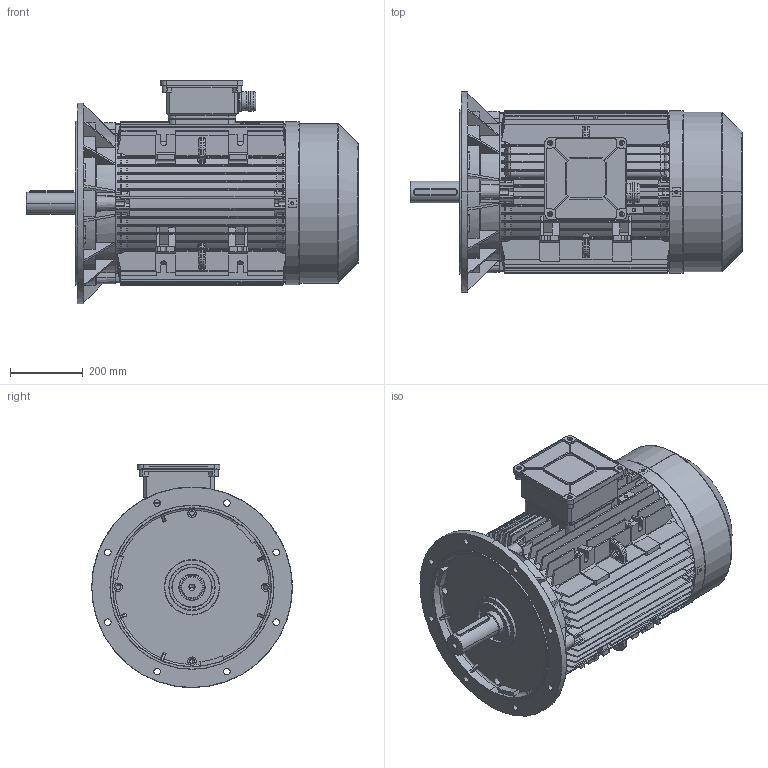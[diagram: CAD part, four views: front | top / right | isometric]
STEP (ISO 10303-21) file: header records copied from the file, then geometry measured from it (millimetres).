
FILE_DESCRIPTION (( 'STEP AP214' ), '1' );
FILE_NAME ('FCA250 MT-B5-IC411-2 POLES.STEP', '2024-10-14T07:53:48', ( '' ), ( '' ), 'SwSTEP 2.0', 'SolidWorks 2024', '' );
FILE_SCHEMA (( 'AUTOMOTIVE_DESIGN' ));
Length unit declared in the file: millimetre
Products named in the file (14): Coperchio scatola morsetti 225T-250T; FCA250 MT-B5-IC411-2 POLES; Flangia FC250T-B5_SENZA FORI COPERCHIETTO; Tappo M50; Coprimorsettiera  225T-250T; Guarnizione scatola-coperchio 225T-250T; Scatola morsetti 225T-250T; Carcassa 250T; 18x11x120; Guarnizione scatola-motore 225-250T; Copriventola C250T; Scudo C250T d.150_Posteriore d.cusc.140-2P; Albero 250T serie  - 2 POLI - Autovent.; PRESSACAVO M50
Assembly tree (13 placements, depth 3):
  FCA250 MT-B5-IC411-2 POLES
    Scudo C250T d.150_Posteriore d.cusc.140-2P
    Copriventola C250T
    Albero 250T serie  - 2 POLI - Autovent.
    18x11x120
    Carcassa 250T
    Coprimorsettiera  225T-250T
      Scatola morsetti 225T-250T
      Guarnizione scatola-coperchio 225T-250T
      Guarnizione scatola-motore 225-250T
      Coperchio scatola morsetti 225T-250T
      Tappo M50
      PRESSACAVO M50
    Flangia FC250T-B5_SENZA FORI COPERCHIETTO
Bounding box: 910.5 x 550 x 612 mm (x, y, z)
Volume: 23138733.5 mm3; surface area: 5582712.1 mm2
Topology: 15 solids, 16 shells, 5683 faces, 15813 edges, 10169 vertices
Faces by surface type: plane 3181, cylinder 1100, bspline 523, torus 452, cone 418, sphere 9
Entity records: 215462 total; most frequent: CARTESIAN_POINT 72517, ORIENTED_EDGE 31542, DIRECTION 26717, EDGE_CURVE 15771, VERTEX_POINT 10169, VECTOR 9957, LINE 9957, AXIS2_PLACEMENT_3D 8380
